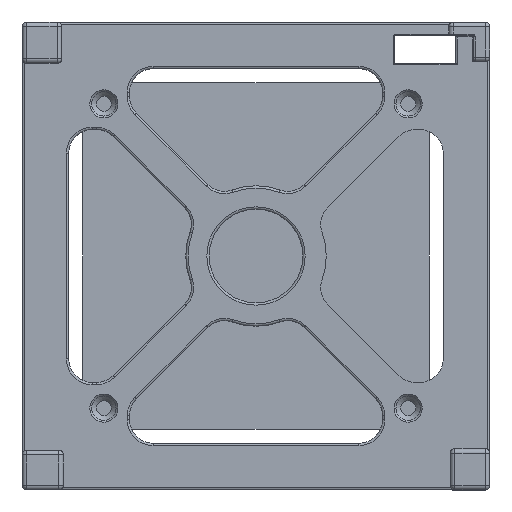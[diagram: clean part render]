
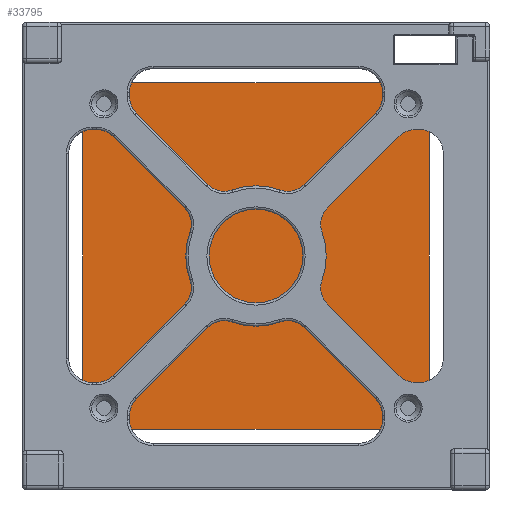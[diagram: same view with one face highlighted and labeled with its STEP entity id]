
A CAD part, front view. The second image highlights one B-rep face of the part: STEP entity #33795.
In plain terms, the highlighted planar face has unit normal (0, -1, 0).
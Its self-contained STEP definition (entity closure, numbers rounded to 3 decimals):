
#614=FACE_BOUND('',#8622,.T.);
#615=FACE_BOUND('',#8623,.T.);
#616=FACE_BOUND('',#8624,.T.);
#617=FACE_BOUND('',#8625,.T.);
#4133=PLANE('',#38494);
#6277=FACE_OUTER_BOUND('',#8621,.T.);
#8621=EDGE_LOOP('',(#30189,#30190,#30191,#30192));
#8622=EDGE_LOOP('',(#30193,#30194,#30195,#30196,#30197,#30198));
#8623=EDGE_LOOP('',(#30199,#30200,#30201,#30202,#30203,#30204));
#8624=EDGE_LOOP('',(#30205,#30206,#30207,#30208,#30209,#30210));
#8625=EDGE_LOOP('',(#30211,#30212,#30213,#30214,#30215,#30216));
#10522=LINE('',#63486,#12612);
#10523=LINE('',#63488,#12613);
#10524=LINE('',#63490,#12614);
#10525=LINE('',#63491,#12615);
#10526=LINE('',#63494,#12616);
#10527=LINE('',#63496,#12617);
#10528=LINE('',#63498,#12618);
#10529=LINE('',#63500,#12619);
#10530=LINE('',#63502,#12620);
#10531=LINE('',#63503,#12621);
#10532=LINE('',#63506,#12622);
#10533=LINE('',#63508,#12623);
#10534=LINE('',#63510,#12624);
#10535=LINE('',#63512,#12625);
#10536=LINE('',#63514,#12626);
#10537=LINE('',#63515,#12627);
#10538=LINE('',#63518,#12628);
#10539=LINE('',#63520,#12629);
#10540=LINE('',#63522,#12630);
#10541=LINE('',#63524,#12631);
#10542=LINE('',#63526,#12632);
#10543=LINE('',#63527,#12633);
#10544=LINE('',#63530,#12634);
#10545=LINE('',#63532,#12635);
#10546=LINE('',#63534,#12636);
#10547=LINE('',#63536,#12637);
#10548=LINE('',#63538,#12638);
#10549=LINE('',#63539,#12639);
#12612=VECTOR('',#49493,10.);
#12613=VECTOR('',#49494,10.);
#12614=VECTOR('',#49495,10.);
#12615=VECTOR('',#49496,10.);
#12616=VECTOR('',#49497,10.);
#12617=VECTOR('',#49498,10.);
#12618=VECTOR('',#49499,10.);
#12619=VECTOR('',#49500,10.);
#12620=VECTOR('',#49501,10.);
#12621=VECTOR('',#49502,10.);
#12622=VECTOR('',#49503,10.);
#12623=VECTOR('',#49504,10.);
#12624=VECTOR('',#49505,10.);
#12625=VECTOR('',#49506,10.);
#12626=VECTOR('',#49507,10.);
#12627=VECTOR('',#49508,10.);
#12628=VECTOR('',#49509,10.);
#12629=VECTOR('',#49510,10.);
#12630=VECTOR('',#49511,10.);
#12631=VECTOR('',#49512,10.);
#12632=VECTOR('',#49513,10.);
#12633=VECTOR('',#49514,10.);
#12634=VECTOR('',#49515,10.);
#12635=VECTOR('',#49516,10.);
#12636=VECTOR('',#49517,10.);
#12637=VECTOR('',#49518,10.);
#12638=VECTOR('',#49519,10.);
#12639=VECTOR('',#49520,10.);
#15819=VERTEX_POINT('',#63484);
#15820=VERTEX_POINT('',#63485);
#15821=VERTEX_POINT('',#63487);
#15822=VERTEX_POINT('',#63489);
#15823=VERTEX_POINT('',#63492);
#15824=VERTEX_POINT('',#63493);
#15825=VERTEX_POINT('',#63495);
#15826=VERTEX_POINT('',#63497);
#15827=VERTEX_POINT('',#63499);
#15828=VERTEX_POINT('',#63501);
#15829=VERTEX_POINT('',#63504);
#15830=VERTEX_POINT('',#63505);
#15831=VERTEX_POINT('',#63507);
#15832=VERTEX_POINT('',#63509);
#15833=VERTEX_POINT('',#63511);
#15834=VERTEX_POINT('',#63513);
#15835=VERTEX_POINT('',#63516);
#15836=VERTEX_POINT('',#63517);
#15837=VERTEX_POINT('',#63519);
#15838=VERTEX_POINT('',#63521);
#15839=VERTEX_POINT('',#63523);
#15840=VERTEX_POINT('',#63525);
#15841=VERTEX_POINT('',#63528);
#15842=VERTEX_POINT('',#63529);
#15843=VERTEX_POINT('',#63531);
#15844=VERTEX_POINT('',#63533);
#15845=VERTEX_POINT('',#63535);
#15846=VERTEX_POINT('',#63537);
#20649=EDGE_CURVE('',#15819,#15820,#10522,.T.);
#20650=EDGE_CURVE('',#15820,#15821,#10523,.T.);
#20651=EDGE_CURVE('',#15821,#15822,#10524,.T.);
#20652=EDGE_CURVE('',#15822,#15819,#10525,.T.);
#20653=EDGE_CURVE('',#15823,#15824,#10526,.T.);
#20654=EDGE_CURVE('',#15825,#15823,#10527,.T.);
#20655=EDGE_CURVE('',#15826,#15825,#10528,.T.);
#20656=EDGE_CURVE('',#15827,#15826,#10529,.T.);
#20657=EDGE_CURVE('',#15828,#15827,#10530,.T.);
#20658=EDGE_CURVE('',#15824,#15828,#10531,.T.);
#20659=EDGE_CURVE('',#15829,#15830,#10532,.T.);
#20660=EDGE_CURVE('',#15831,#15829,#10533,.T.);
#20661=EDGE_CURVE('',#15832,#15831,#10534,.T.);
#20662=EDGE_CURVE('',#15833,#15832,#10535,.T.);
#20663=EDGE_CURVE('',#15834,#15833,#10536,.T.);
#20664=EDGE_CURVE('',#15830,#15834,#10537,.T.);
#20665=EDGE_CURVE('',#15835,#15836,#10538,.T.);
#20666=EDGE_CURVE('',#15837,#15835,#10539,.T.);
#20667=EDGE_CURVE('',#15838,#15837,#10540,.T.);
#20668=EDGE_CURVE('',#15839,#15838,#10541,.T.);
#20669=EDGE_CURVE('',#15840,#15839,#10542,.T.);
#20670=EDGE_CURVE('',#15836,#15840,#10543,.T.);
#20671=EDGE_CURVE('',#15841,#15842,#10544,.T.);
#20672=EDGE_CURVE('',#15843,#15841,#10545,.T.);
#20673=EDGE_CURVE('',#15844,#15843,#10546,.T.);
#20674=EDGE_CURVE('',#15845,#15844,#10547,.T.);
#20675=EDGE_CURVE('',#15846,#15845,#10548,.T.);
#20676=EDGE_CURVE('',#15842,#15846,#10549,.T.);
#30189=ORIENTED_EDGE('',*,*,#20649,.T.);
#30190=ORIENTED_EDGE('',*,*,#20650,.T.);
#30191=ORIENTED_EDGE('',*,*,#20651,.T.);
#30192=ORIENTED_EDGE('',*,*,#20652,.T.);
#30193=ORIENTED_EDGE('',*,*,#20653,.F.);
#30194=ORIENTED_EDGE('',*,*,#20654,.F.);
#30195=ORIENTED_EDGE('',*,*,#20655,.F.);
#30196=ORIENTED_EDGE('',*,*,#20656,.F.);
#30197=ORIENTED_EDGE('',*,*,#20657,.F.);
#30198=ORIENTED_EDGE('',*,*,#20658,.F.);
#30199=ORIENTED_EDGE('',*,*,#20659,.F.);
#30200=ORIENTED_EDGE('',*,*,#20660,.F.);
#30201=ORIENTED_EDGE('',*,*,#20661,.F.);
#30202=ORIENTED_EDGE('',*,*,#20662,.F.);
#30203=ORIENTED_EDGE('',*,*,#20663,.F.);
#30204=ORIENTED_EDGE('',*,*,#20664,.F.);
#30205=ORIENTED_EDGE('',*,*,#20665,.F.);
#30206=ORIENTED_EDGE('',*,*,#20666,.F.);
#30207=ORIENTED_EDGE('',*,*,#20667,.F.);
#30208=ORIENTED_EDGE('',*,*,#20668,.F.);
#30209=ORIENTED_EDGE('',*,*,#20669,.F.);
#30210=ORIENTED_EDGE('',*,*,#20670,.F.);
#30211=ORIENTED_EDGE('',*,*,#20671,.F.);
#30212=ORIENTED_EDGE('',*,*,#20672,.F.);
#30213=ORIENTED_EDGE('',*,*,#20673,.F.);
#30214=ORIENTED_EDGE('',*,*,#20674,.F.);
#30215=ORIENTED_EDGE('',*,*,#20675,.F.);
#30216=ORIENTED_EDGE('',*,*,#20676,.F.);
#33795=ADVANCED_FACE('',(#6277,#614,#615,#616,#617),#4133,.T.);
#38494=AXIS2_PLACEMENT_3D('',#63483,#49491,#49492);
#49491=DIRECTION('center_axis',(0.,-1.,0.));
#49492=DIRECTION('ref_axis',(0.,0.,-1.));
#49493=DIRECTION('',(-1.,0.,0.));
#49494=DIRECTION('',(0.,0.,-1.));
#49495=DIRECTION('',(1.,0.,0.));
#49496=DIRECTION('',(0.,0.,1.));
#49497=DIRECTION('',(0.494,0.,-0.87));
#49498=DIRECTION('',(-0.506,0.,-0.862));
#49499=DIRECTION('',(-1.,0.,0.007));
#49500=DIRECTION('',(-0.494,0.,0.87));
#49501=DIRECTION('',(0.506,0.,0.862));
#49502=DIRECTION('',(1.,0.,-0.007));
#49503=DIRECTION('',(0.87,0.,0.494));
#49504=DIRECTION('',(0.862,0.,-0.506));
#49505=DIRECTION('',(-0.007,0.,-1.));
#49506=DIRECTION('',(-0.87,0.,-0.494));
#49507=DIRECTION('',(-0.862,0.,0.506));
#49508=DIRECTION('',(0.007,0.,1.));
#49509=DIRECTION('',(-0.87,0.,-0.494));
#49510=DIRECTION('',(-0.862,0.,0.506));
#49511=DIRECTION('',(0.007,0.,1.));
#49512=DIRECTION('',(0.87,0.,0.494));
#49513=DIRECTION('',(0.862,0.,-0.506));
#49514=DIRECTION('',(-0.007,0.,-1.));
#49515=DIRECTION('',(-1.,0.,0.007));
#49516=DIRECTION('',(-0.494,0.,0.87));
#49517=DIRECTION('',(0.506,0.,0.862));
#49518=DIRECTION('',(1.,0.,-0.007));
#49519=DIRECTION('',(0.494,0.,-0.87));
#49520=DIRECTION('',(-0.506,0.,-0.862));
#63483=CARTESIAN_POINT('Origin',(0.,-18.4,0.));
#63484=CARTESIAN_POINT('',(37.,-18.4,37.));
#63485=CARTESIAN_POINT('',(-37.,-18.4,37.));
#63486=CARTESIAN_POINT('',(37.,-18.4,37.));
#63487=CARTESIAN_POINT('',(-37.,-18.4,-37.));
#63488=CARTESIAN_POINT('',(-37.,-18.4,37.));
#63489=CARTESIAN_POINT('',(37.,-18.4,-37.));
#63490=CARTESIAN_POINT('',(-37.,-18.4,-37.));
#63491=CARTESIAN_POINT('',(37.,-18.4,-37.));
#63492=CARTESIAN_POINT('',(29.5,-18.4,32.521));
#63493=CARTESIAN_POINT('',(30.981,-18.4,29.913));
#63494=CARTESIAN_POINT('',(33.626,-18.4,25.255));
#63495=CARTESIAN_POINT('',(31.019,-18.4,35.109));
#63496=CARTESIAN_POINT('',(18.622,-18.4,13.988));
#63497=CARTESIAN_POINT('',(34.019,-18.4,35.087));
#63498=CARTESIAN_POINT('',(15.636,-18.4,35.219));
#63499=CARTESIAN_POINT('',(35.5,-18.4,32.479));
#63500=CARTESIAN_POINT('',(37.404,-18.4,29.125));
#63501=CARTESIAN_POINT('',(33.981,-18.4,29.891));
#63502=CARTESIAN_POINT('',(23.863,-18.4,12.651));
#63503=CARTESIAN_POINT('',(17.098,-18.4,30.012));
#63504=CARTESIAN_POINT('',(-32.521,-18.4,29.5));
#63505=CARTESIAN_POINT('',(-29.913,-18.4,30.981));
#63506=CARTESIAN_POINT('',(-25.255,-18.4,33.626));
#63507=CARTESIAN_POINT('',(-35.109,-18.4,31.019));
#63508=CARTESIAN_POINT('',(-13.988,-18.4,18.622));
#63509=CARTESIAN_POINT('',(-35.087,-18.4,34.019));
#63510=CARTESIAN_POINT('',(-35.219,-18.4,15.636));
#63511=CARTESIAN_POINT('',(-32.479,-18.4,35.5));
#63512=CARTESIAN_POINT('',(-29.125,-18.4,37.404));
#63513=CARTESIAN_POINT('',(-29.891,-18.4,33.981));
#63514=CARTESIAN_POINT('',(-12.651,-18.4,23.863));
#63515=CARTESIAN_POINT('',(-30.012,-18.4,17.098));
#63516=CARTESIAN_POINT('',(32.521,-18.4,-29.5));
#63517=CARTESIAN_POINT('',(29.913,-18.4,-30.981));
#63518=CARTESIAN_POINT('',(25.255,-18.4,-33.626));
#63519=CARTESIAN_POINT('',(35.109,-18.4,-31.019));
#63520=CARTESIAN_POINT('',(13.988,-18.4,-18.622));
#63521=CARTESIAN_POINT('',(35.087,-18.4,-34.019));
#63522=CARTESIAN_POINT('',(35.219,-18.4,-15.636));
#63523=CARTESIAN_POINT('',(32.479,-18.4,-35.5));
#63524=CARTESIAN_POINT('',(29.125,-18.4,-37.404));
#63525=CARTESIAN_POINT('',(29.891,-18.4,-33.981));
#63526=CARTESIAN_POINT('',(12.651,-18.4,-23.863));
#63527=CARTESIAN_POINT('',(30.012,-18.4,-17.098));
#63528=CARTESIAN_POINT('',(-30.981,-18.4,-29.913));
#63529=CARTESIAN_POINT('',(-33.981,-18.4,-29.891));
#63530=CARTESIAN_POINT('',(-17.098,-18.4,-30.012));
#63531=CARTESIAN_POINT('',(-29.5,-18.4,-32.521));
#63532=CARTESIAN_POINT('',(-33.626,-18.4,-25.255));
#63533=CARTESIAN_POINT('',(-31.019,-18.4,-35.109));
#63534=CARTESIAN_POINT('',(-18.622,-18.4,-13.988));
#63535=CARTESIAN_POINT('',(-34.019,-18.4,-35.087));
#63536=CARTESIAN_POINT('',(-15.636,-18.4,-35.219));
#63537=CARTESIAN_POINT('',(-35.5,-18.4,-32.479));
#63538=CARTESIAN_POINT('',(-37.404,-18.4,-29.125));
#63539=CARTESIAN_POINT('',(-23.863,-18.4,-12.651));
